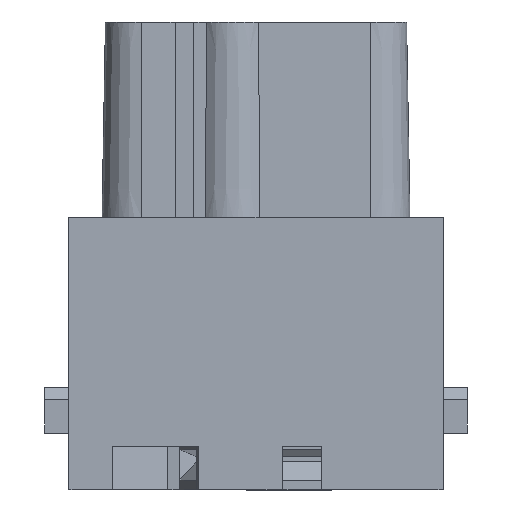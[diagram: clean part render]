
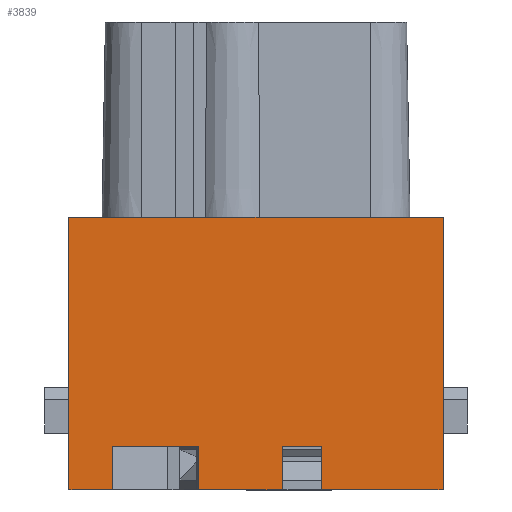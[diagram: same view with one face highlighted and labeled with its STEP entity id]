
A CAD part, left-side view. The second image highlights one B-rep face of the part: STEP entity #3839.
In plain terms, the highlighted planar face has unit normal (-1, 0, 0).
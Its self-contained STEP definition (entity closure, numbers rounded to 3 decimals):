
#3839=ADVANCED_FACE('',(#4816),#4394,.T.);
#4394=PLANE('',#15036);
#4816=FACE_OUTER_BOUND('',#5350,.T.);
#5350=EDGE_LOOP('',(#6777,#6778,#6779,#6780,#6781,#6782,#6783,#6784,#6785,
#6786,#6787,#6788));
#6777=ORIENTED_EDGE('',*,*,#10189,.T.);
#6778=ORIENTED_EDGE('',*,*,#10332,.T.);
#6779=ORIENTED_EDGE('',*,*,#10231,.T.);
#6780=ORIENTED_EDGE('',*,*,#9701,.T.);
#6781=ORIENTED_EDGE('',*,*,#10344,.T.);
#6782=ORIENTED_EDGE('',*,*,#10345,.T.);
#6783=ORIENTED_EDGE('',*,*,#10346,.T.);
#6784=ORIENTED_EDGE('',*,*,#9766,.T.);
#6785=ORIENTED_EDGE('',*,*,#10343,.T.);
#6786=ORIENTED_EDGE('',*,*,#10337,.T.);
#6787=ORIENTED_EDGE('',*,*,#10341,.T.);
#6788=ORIENTED_EDGE('',*,*,#9731,.T.);
#8722=VERTEX_POINT('',#18749);
#8723=VERTEX_POINT('',#18751);
#8752=VERTEX_POINT('',#18809);
#8753=VERTEX_POINT('',#18811);
#8787=VERTEX_POINT('',#18879);
#8788=VERTEX_POINT('',#18881);
#9169=VERTEX_POINT('',#19829);
#9195=VERTEX_POINT('',#19902);
#9261=VERTEX_POINT('',#20215);
#9262=VERTEX_POINT('',#20217);
#9264=VERTEX_POINT('',#20230);
#9265=VERTEX_POINT('',#20232);
#9701=EDGE_CURVE('',#8723,#8722,#11747,.T.);
#9731=EDGE_CURVE('',#8753,#8752,#11774,.T.);
#9766=EDGE_CURVE('',#8788,#8787,#11806,.T.);
#10189=EDGE_CURVE('',#8752,#9169,#12163,.T.);
#10231=EDGE_CURVE('',#9195,#8723,#12205,.T.);
#10332=EDGE_CURVE('',#9169,#9195,#12277,.T.);
#10337=EDGE_CURVE('',#9262,#9261,#12280,.T.);
#10341=EDGE_CURVE('',#9261,#8753,#12284,.T.);
#10343=EDGE_CURVE('',#8787,#9262,#12286,.T.);
#10344=EDGE_CURVE('',#8722,#9264,#12287,.T.);
#10345=EDGE_CURVE('',#9264,#9265,#12288,.T.);
#10346=EDGE_CURVE('',#9265,#8788,#12289,.T.);
#11747=LINE('',#18750,#12954);
#11774=LINE('',#18810,#12981);
#11806=LINE('',#18880,#13013);
#12163=LINE('',#19830,#13370);
#12205=LINE('',#19910,#13412);
#12277=LINE('',#20203,#13484);
#12280=LINE('',#20216,#13487);
#12284=LINE('',#20223,#13491);
#12286=LINE('',#20227,#13493);
#12287=LINE('',#20229,#13494);
#12288=LINE('',#20231,#13495);
#12289=LINE('',#20233,#13496);
#12954=VECTOR('',#15703,1.);
#12981=VECTOR('',#15736,1.);
#13013=VECTOR('',#15774,1.);
#13370=VECTOR('',#16333,1.);
#13412=VECTOR('',#16393,1.);
#13484=VECTOR('',#16613,1.);
#13487=VECTOR('',#16628,1.);
#13491=VECTOR('',#16634,1.);
#13493=VECTOR('',#16640,1.);
#13494=VECTOR('',#16643,1.);
#13495=VECTOR('',#16644,1.);
#13496=VECTOR('',#16645,1.);
#15036=AXIS2_PLACEMENT_3D('',#20234,#16646,#16647);
#15703=DIRECTION('',(0.,-1.,0.));
#15736=DIRECTION('',(0.,-1.,0.));
#15774=DIRECTION('',(0.,-1.,0.));
#16333=DIRECTION('',(0.,0.,1.));
#16393=DIRECTION('',(0.,0.,-1.));
#16613=DIRECTION('',(0.,-1.,0.));
#16628=DIRECTION('',(0.,-1.,0.));
#16634=DIRECTION('',(0.,0.,-1.));
#16640=DIRECTION('',(0.,0.,1.));
#16643=DIRECTION('',(0.,0.,1.));
#16644=DIRECTION('',(0.,1.,0.));
#16645=DIRECTION('',(0.,0.,-1.));
#16646=DIRECTION('',(-1.,0.,0.));
#16647=DIRECTION('',(0.,-1.,0.));
#18749=CARTESIAN_POINT('',(-7.3,-15.15,-4.6));
#18750=CARTESIAN_POINT('',(-7.3,-5.35,-4.6));
#18751=CARTESIAN_POINT('',(-7.3,-5.29,-4.6));
#18809=CARTESIAN_POINT('',(-7.3,-2.11,-4.6));
#18810=CARTESIAN_POINT('',(-7.3,4.635,-4.6));
#18811=CARTESIAN_POINT('',(-7.3,4.635,-4.6));
#18879=CARTESIAN_POINT('',(-7.3,11.631,-4.6));
#18880=CARTESIAN_POINT('',(-7.3,15.15,-4.6));
#18881=CARTESIAN_POINT('',(-7.3,15.15,-4.6));
#19829=CARTESIAN_POINT('',(-7.3,-2.11,-1.1));
#19830=CARTESIAN_POINT('',(-7.3,-2.11,-4.6));
#19902=CARTESIAN_POINT('',(-7.3,-5.29,-1.1));
#19910=CARTESIAN_POINT('',(-7.3,-5.29,-1.1));
#20203=CARTESIAN_POINT('',(-7.3,-2.05,-1.1));
#20215=CARTESIAN_POINT('',(-7.3,4.635,-1.1));
#20216=CARTESIAN_POINT('',(-7.3,11.631,-1.1));
#20217=CARTESIAN_POINT('',(-7.3,11.631,-1.1));
#20223=CARTESIAN_POINT('',(-7.3,4.635,-1.1));
#20227=CARTESIAN_POINT('',(-7.3,11.631,-4.6));
#20229=CARTESIAN_POINT('',(-7.3,-15.15,-4.6));
#20230=CARTESIAN_POINT('',(-7.3,-15.15,17.5));
#20231=CARTESIAN_POINT('',(-7.3,-15.15,17.5));
#20232=CARTESIAN_POINT('',(-7.3,15.15,17.5));
#20233=CARTESIAN_POINT('',(-7.3,15.15,17.5));
#20234=CARTESIAN_POINT('',(-7.3,15.25,-4.7));
